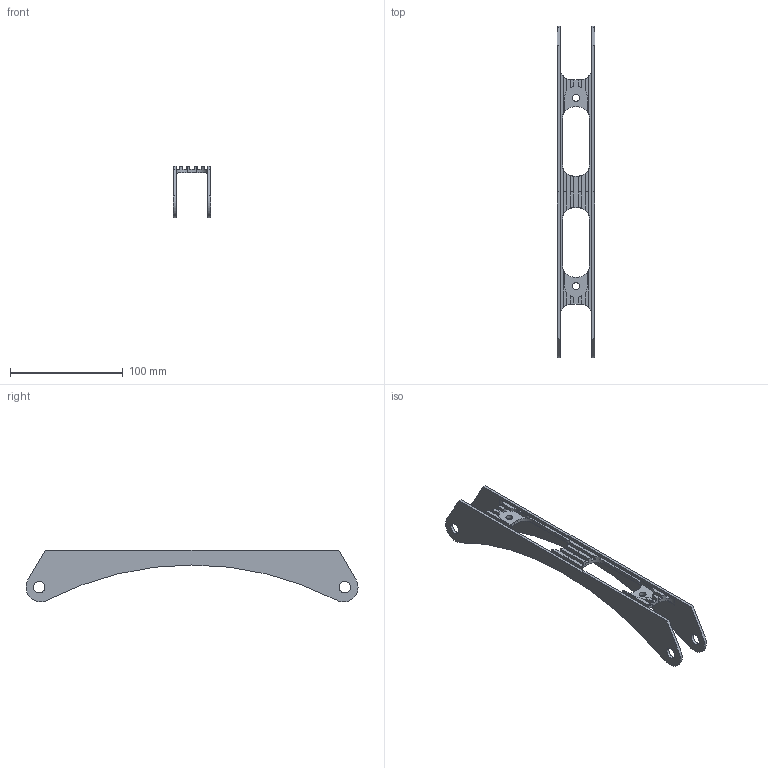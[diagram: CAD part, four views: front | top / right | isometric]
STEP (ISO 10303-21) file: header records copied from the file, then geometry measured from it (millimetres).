
FILE_DESCRIPTION(/* description */ (''),/* implementation_level */ '2;1');
FILE_NAME(/* name */ 'Core Large 270mm.step',/* time_stamp */ '2021-03-05T11:24:31-05:00',/* author */ (''),/* organization */ (''),/* preprocessor_version */ 'ST-DEVELOPER v18.1',/* originating_system */ 'Autodesk Translation Framework v9.7.0.1280',/* authorisation */ '');
FILE_SCHEMA (('AUTOMOTIVE_DESIGN { 1 0 10303 214 3 1 1 }'));
Length unit declared in the file: millimetre
Products named in the file (1): Core-Large-extrusion 65
Bounding box: 33 x 294.62 x 46 mm (x, y, z)
Volume: 46158.9 mm3; surface area: 38720.5 mm2
Topology: 1 solids, 1 shells, 112 faces, 336 edges, 224 vertices
Faces by surface type: plane 78, cylinder 34
Full cylindrical faces by diameter (mm): 6.2 x2, 10.1 x4
Entity records: 3905 total; most frequent: CARTESIAN_POINT 741, ORIENTED_EDGE 672, DIRECTION 650, EDGE_CURVE 336, LINE 224, VECTOR 224, VERTEX_POINT 224, AXIS2_PLACEMENT_3D 213
